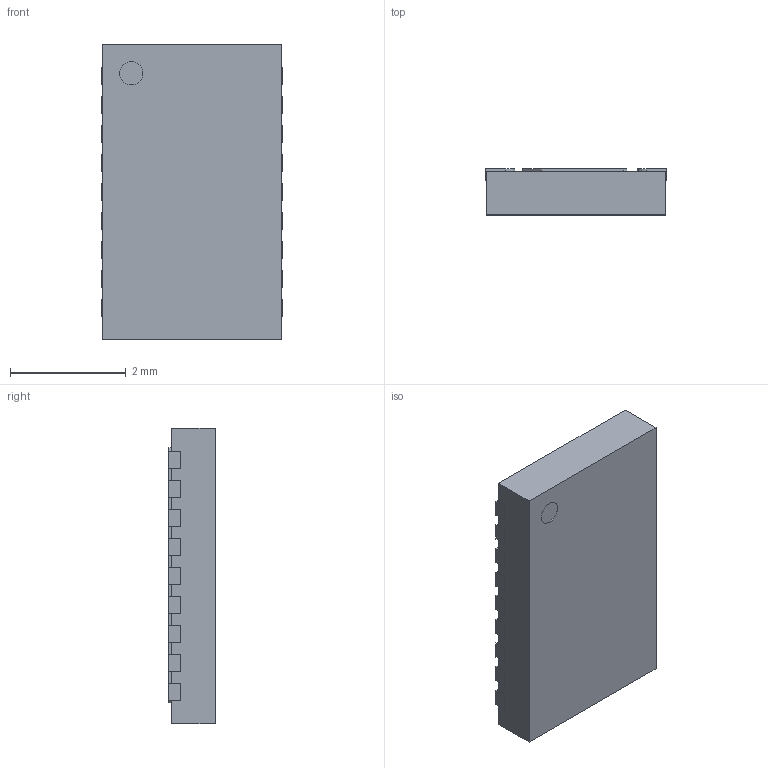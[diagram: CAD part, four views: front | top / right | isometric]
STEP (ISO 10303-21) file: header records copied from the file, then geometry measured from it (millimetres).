
FILE_DESCRIPTION(('FreeCAD Model'),'2;1');
FILE_NAME('DFN-18-5x3mm.step' ,'2017-08-04T10:20:00',('kicad StepUp'),('ksu MCAD'), 'Open CASCADE STEP processor 6.8','FreeCAD','Unknown');
FILE_SCHEMA(('AUTOMOTIVE_DESIGN_CC2 { 1 2 10303 214 -1 1 5 4 }'));
Length unit declared in the file: millimetre
Products named in the file (1): DFN-18-5x3mm
Bounding box: 3.12 x 0.8 x 5.1 mm (x, y, z)
Volume: 12.4 mm3; surface area: 46 mm2
Topology: 1 solids, 1 shells, 126 faces, 366 edges, 244 vertices
Faces by surface type: plane 103, cylinder 23
Entity records: 5012 total; most frequent: CARTESIAN_POINT 737, ORIENTED_EDGE 732, DIRECTION 666, EDGE_CURVE 366, LINE 320, VECTOR 320, VERTEX_POINT 244, AXIS2_PLACEMENT_3D 173
